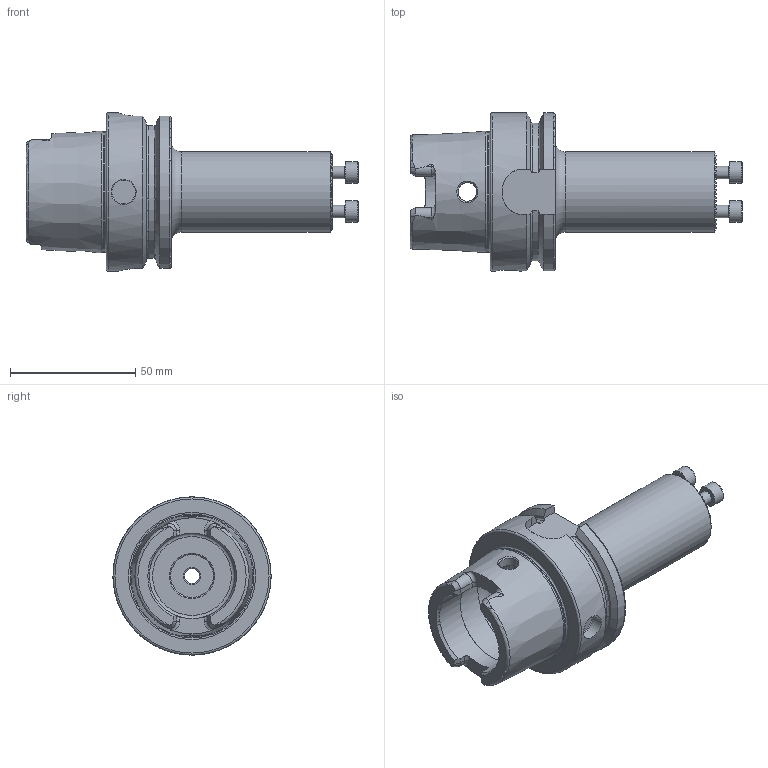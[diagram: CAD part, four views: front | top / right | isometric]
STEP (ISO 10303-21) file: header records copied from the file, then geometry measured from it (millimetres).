
FILE_DESCRIPTION (( 'STEP AP214' ), '1' );
FILE_NAME ('HA6.WK2.032.125.STEP', '2022-05-11T11:53:00', ( '' ), ( '' ), 'SwSTEP 2.0', 'SolidWorks 2017', '' );
FILE_SCHEMA (( 'AUTOMOTIVE_DESIGN' ));
Length unit declared in the file: millimetre
Products named in the file (4): ISO 4762 - M5 x 14; HA6.WK2.032.125; HA6-WK2.032.125_A; DIN 3771 - 6x1
Assembly tree (5 placements, depth 2):
  HA6.WK2.032.125
    HA6-WK2.032.125_A
    ISO 4762 - M5 x 14  x3
    DIN 3771 - 6x1
Bounding box: 132.3 x 63 x 63 mm (x, y, z)
Volume: 131560.8 mm3; surface area: 32413 mm2
Topology: 5 solids, 5 shells, 386 faces, 1059 edges, 685 vertices
Faces by surface type: plane 223, cylinder 86, cone 39, torus 28, bspline 10
Full cylindrical faces by diameter (mm): 4.2 x4, 5 x3, 6 x2, 6.8 x1, 7.4 x1, 7.5 x2, 8.5 x3, 10 x1, 17 x1, 19 x1, 32 x1, 34 x2, 40 x1, 47.941 x1, 63 x1
Entity records: 13306 total; most frequent: CARTESIAN_POINT 5133, ORIENTED_EDGE 1786, DIRECTION 1426, EDGE_CURVE 893, VERTEX_POINT 608, AXIS2_PLACEMENT_3D 565, EDGE_LOOP 403, FACE_OUTER_BOUND 376
